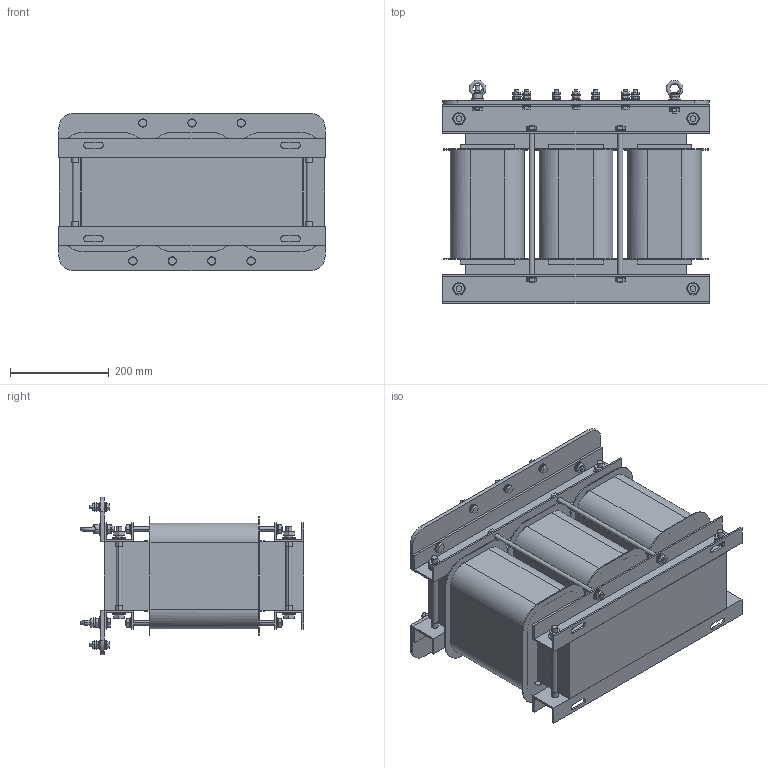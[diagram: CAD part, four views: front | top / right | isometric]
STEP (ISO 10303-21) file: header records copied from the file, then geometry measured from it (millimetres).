
FILE_DESCRIPTION((''),'2;1');
FILE_NAME('ASM0001_ASM','2025-01-10T',('Administrator'),(''),'PRO/ENGINEER BY PARAMETRIC TECHNOLOGY CORPORATION, 2008380','PRO/ENGINEER BY PARAMETRIC TECHNOLOGY CORPORATION, 2008380','');
FILE_SCHEMA(('CONFIG_CONTROL_DESIGN'));
Length unit declared in the file: millimetre
Products named in the file (18): PRT0001; PRT0002; PRT0003; PRT0004; PRT0006; PRT0005; PRT0007; PRT0008; PRT0009; PRT0010; DIAOHUAN; PRT0011; PRT0012; PRT0013; PRT0014; PRT0015; PRT0016; ASM0001_ASM
Assembly tree (60 placements, depth 2):
  ASM0001_ASM
    PRT0001
    PRT0002  x3
    PRT0003  x2
    PRT0004  x2
    PRT0006
    PRT0005
    PRT0007
    PRT0008
    PRT0009  x3
    PRT0010  x9
    DIAOHUAN  x2
    PRT0011  x8
    PRT0012  x4
    PRT0013  x4
    PRT0014  x4
    PRT0015  x7
    PRT0016  x7
Bounding box: 540 x 453.5 x 320 mm (x, y, z)
Volume: 34244390.8 mm3; surface area: 2660357.2 mm2
Topology: 60 solids, 60 shells, 1138 faces, 2734 edges, 1822 vertices
Faces by surface type: plane 690, cylinder 432, bspline 8, torus 8
Entity records: 11594 total; most frequent: CARTESIAN_POINT 2288, DIRECTION 1957, ORIENTED_EDGE 1732, EDGE_CURVE 866, AXIS2_PLACEMENT_3D 703, VERTEX_POINT 578, VECTOR 551, LINE 551
